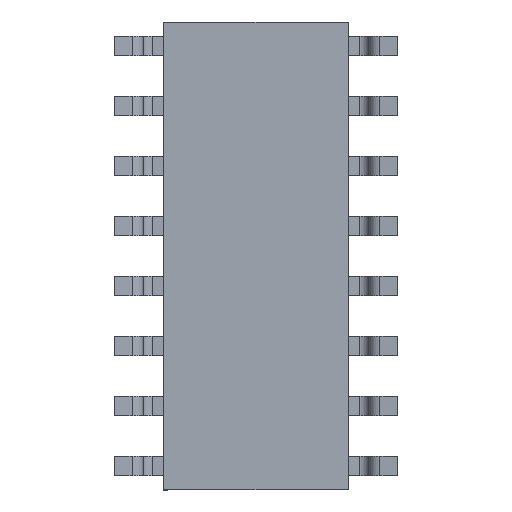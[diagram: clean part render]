
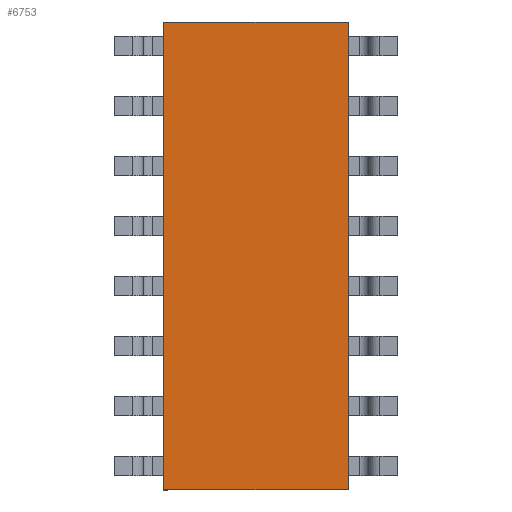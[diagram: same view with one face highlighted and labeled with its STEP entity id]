
A CAD part, front view. The second image highlights one B-rep face of the part: STEP entity #6753.
In plain terms, the highlighted planar face has unit normal (0, -1, 0).
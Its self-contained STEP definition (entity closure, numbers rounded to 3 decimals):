
#293 = ORIENTED_EDGE ( 'NONE', *, *, #11312, .F. ) ;
#937 = CARTESIAN_POINT ( 'NONE',  ( -1.95, 0.15, -4.95 ) ) ;
#2073 = EDGE_CURVE ( 'NONE', #6797, #5582, #7512, .T. ) ;
#3557 = CARTESIAN_POINT ( 'NONE',  ( 1.95, 0.15, -4.95 ) ) ;
#4226 = VERTEX_POINT ( 'NONE', #11327 ) ;
#4802 = DIRECTION ( 'NONE',  ( -1., 0., 0. ) ) ;
#4983 = CARTESIAN_POINT ( 'NONE',  ( 1.95, 0.15, 4.95 ) ) ;
#5512 = CARTESIAN_POINT ( 'NONE',  ( -1.95, 0.15, 4.95 ) ) ;
#5582 = VERTEX_POINT ( 'NONE', #16858 ) ;
#5724 = ORIENTED_EDGE ( 'NONE', *, *, #6739, .F. ) ;
#6711 = FACE_OUTER_BOUND ( 'NONE', #11877, .T. ) ;
#6739 = EDGE_CURVE ( 'NONE', #5582, #4226, #14606, .T. ) ;
#6753 = ADVANCED_FACE ( 'NONE', ( #6711 ), #13100, .F. ) ;
#6797 = VERTEX_POINT ( 'NONE', #4983 ) ;
#7402 = ORIENTED_EDGE ( 'NONE', *, *, #12958, .F. ) ;
#7512 = LINE ( 'NONE', #3557, #8785 ) ;
#7547 = LINE ( 'NONE', #5512, #8199 ) ;
#7586 = VERTEX_POINT ( 'NONE', #17070 ) ;
#7634 = DIRECTION ( 'NONE',  ( 0., 0., 1. ) ) ;
#7704 = CARTESIAN_POINT ( 'NONE',  ( -1.95, 0.15, -4.95 ) ) ;
#7769 = DIRECTION ( 'NONE',  ( 0., 1., 0. ) ) ;
#8179 = DIRECTION ( 'NONE',  ( 1., 0., 0. ) ) ;
#8199 = VECTOR ( 'NONE', #8179, 1000. ) ;
#8785 = VECTOR ( 'NONE', #14568, 1000. ) ;
#9408 = VECTOR ( 'NONE', #7634, 1000. ) ;
#10946 = VECTOR ( 'NONE', #4802, 1000. ) ;
#11312 = EDGE_CURVE ( 'NONE', #4226, #7586, #14956, .T. ) ;
#11327 = CARTESIAN_POINT ( 'NONE',  ( -1.95, 0.15, -4.95 ) ) ;
#11665 = DIRECTION ( 'NONE',  ( 0., 0., 1. ) ) ;
#11769 = AXIS2_PLACEMENT_3D ( 'NONE', #7704, #7769, #11665 ) ;
#11877 = EDGE_LOOP ( 'NONE', ( #5724, #15418, #7402, #293 ) ) ;
#12958 = EDGE_CURVE ( 'NONE', #7586, #6797, #7547, .T. ) ;
#13100 = PLANE ( 'NONE',  #11769 ) ;
#14568 = DIRECTION ( 'NONE',  ( 0., 0., -1. ) ) ;
#14606 = LINE ( 'NONE', #15879, #10946 ) ;
#14956 = LINE ( 'NONE', #937, #9408 ) ;
#15418 = ORIENTED_EDGE ( 'NONE', *, *, #2073, .F. ) ;
#15879 = CARTESIAN_POINT ( 'NONE',  ( -1.95, 0.15, -4.95 ) ) ;
#16858 = CARTESIAN_POINT ( 'NONE',  ( 1.95, 0.15, -4.95 ) ) ;
#17070 = CARTESIAN_POINT ( 'NONE',  ( -1.95, 0.15, 4.95 ) ) ;
